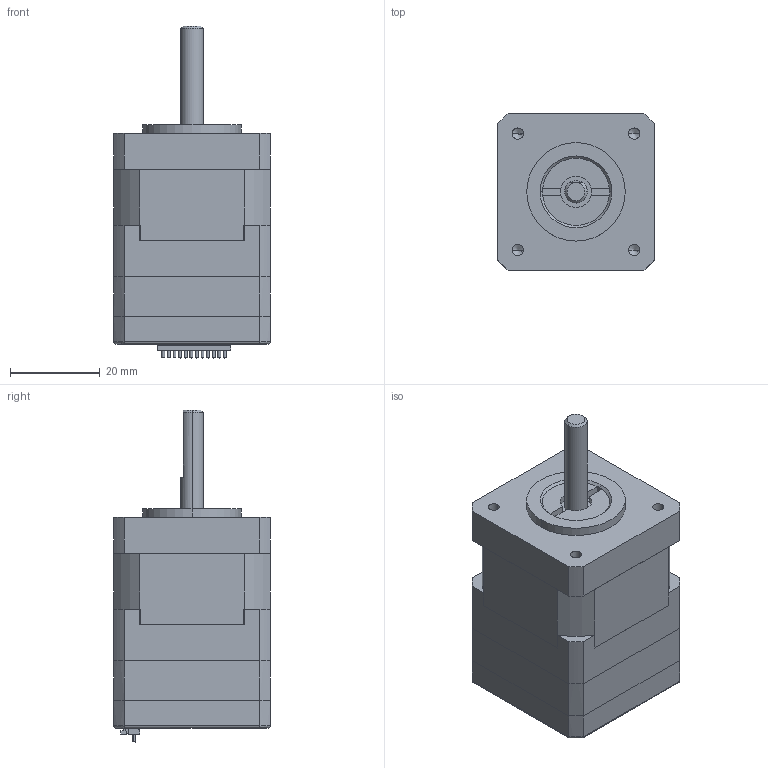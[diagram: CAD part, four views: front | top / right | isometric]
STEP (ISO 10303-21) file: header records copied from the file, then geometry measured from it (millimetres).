
FILE_DESCRIPTION (( 'STEP AP214' ), '1' );
FILE_NAME ('IG35E(T)018.STEP', '2023-03-30T06:21:55', ( 'Windows User' ), ( 'P R C' ), 'SwSTEP 2.0', 'SolidWorks 2022', '' );
FILE_SCHEMA (( 'AUTOMOTIVE_DESIGN' ));
Length unit declared in the file: millimetre
Products named in the file (4): IG35萇儂蚾饜极蚚; IG35E(T)018; IG35驱动器; IO盄_5mm
Assembly tree (3 placements, depth 2):
  IG35E(T)018
    IG35萇儂蚾饜极蚚
    IG35驱动器
    IO盄_5mm
Bounding box: 35 x 35 x 74.12 mm (x, y, z)
Volume: 47111.6 mm3; surface area: 21258.5 mm2
Topology: 5 solids, 7 shells, 2286 faces, 6738 edges, 4370 vertices
Faces by surface type: plane 1736, cylinder 362, bspline 132, cone 31, torus 19, sphere 6
Entity records: 100336 total; most frequent: CARTESIAN_POINT 19948, ORIENTED_EDGE 13440, DIRECTION 11525, EDGE_CURVE 6720, VECTOR 5555, LINE 5555, VERTEX_POINT 4370, AXIS2_PLACEMENT_3D 2985
